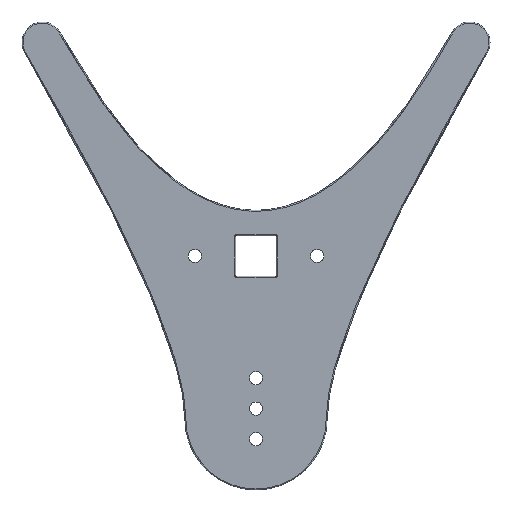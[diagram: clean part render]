
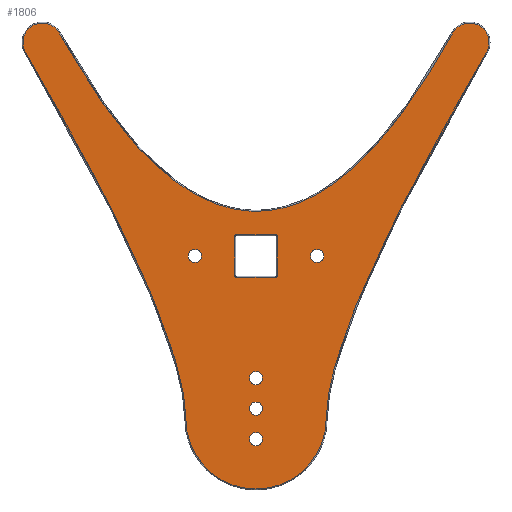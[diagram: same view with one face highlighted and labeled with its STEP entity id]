
A CAD part, front view. The second image highlights one B-rep face of the part: STEP entity #1806.
In plain terms, the highlighted planar face has unit normal (0, -1, 0).
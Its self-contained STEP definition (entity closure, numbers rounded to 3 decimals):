
#21=FACE_BOUND('',#499,.T.);
#22=FACE_BOUND('',#500,.T.);
#23=FACE_BOUND('',#501,.T.);
#24=FACE_BOUND('',#502,.T.);
#25=FACE_BOUND('',#503,.T.);
#26=FACE_BOUND('',#504,.T.);
#38=PLANE('',#2029);
#131=LINE('',#3372,#221);
#133=LINE('',#3384,#223);
#135=LINE('',#3396,#225);
#137=LINE('',#3405,#227);
#221=VECTOR('',#2418,10.);
#223=VECTOR('',#2432,10.);
#225=VECTOR('',#2446,10.);
#227=VECTOR('',#2458,10.);
#374=FACE_OUTER_BOUND('',#498,.T.);
#498=EDGE_LOOP('',(#1429,#1430,#1431,#1432,#1433,#1434));
#499=EDGE_LOOP('',(#1435));
#500=EDGE_LOOP('',(#1436));
#501=EDGE_LOOP('',(#1437));
#502=EDGE_LOOP('',(#1438));
#503=EDGE_LOOP('',(#1439));
#504=EDGE_LOOP('',(#1440,#1441,#1442,#1443,#1444,#1445,#1446,#1447));
#629=CIRCLE('',#2002,1.);
#635=CIRCLE('',#2010,1.);
#639=CIRCLE('',#2016,1.);
#643=CIRCLE('',#2022,1.);
#645=CIRCLE('',#2030,9.5);
#646=CIRCLE('',#2031,9.5);
#647=CIRCLE('',#2032,34.5);
#648=CIRCLE('',#2033,3.2);
#649=CIRCLE('',#2034,3.2);
#650=CIRCLE('',#2035,3.2);
#651=CIRCLE('',#2036,3.2);
#652=CIRCLE('',#2037,3.2);
#726=B_SPLINE_CURVE_WITH_KNOTS('',3,(#3426,#3427,#3428,#3429,#3430,#3431,
#3432,#3433,#3434,#3435,#3436,#3437,#3438,#3439,#3440,#3441,#3442),
 .UNSPECIFIED.,.F.,.F.,(4,1,1,1,1,1,1,1,1,1,1,1,1,1,4),(0.,3.896,
5.844,7.792,9.09,10.389,11.687,
12.986,14.284,15.583,16.882,19.479,
20.777,23.375,27.27),.UNSPECIFIED.);
#727=B_SPLINE_CURVE_WITH_KNOTS('',3,(#3446,#3447,#3448,#3449,#3450,#3451,
#3452,#3453,#3454),.UNSPECIFIED.,.F.,.F.,(4,1,1,1,1,1,4),(0.,1.416,
2.832,5.665,8.497,14.162,19.827),
 .UNSPECIFIED.);
#728=B_SPLINE_CURVE_WITH_KNOTS('',3,(#3457,#3458,#3459,#3460,#3461,#3462,
#3463,#3464,#3465,#3466,#3467),.UNSPECIFIED.,.F.,.F.,(4,1,1,1,1,1,1,1,4),
(0.,2.829,8.488,12.732,14.147,
16.977,18.391,19.099,19.806),
 .UNSPECIFIED.);
#826=VERTEX_POINT('',#3360);
#827=VERTEX_POINT('',#3362);
#829=VERTEX_POINT('',#3368);
#831=VERTEX_POINT('',#3374);
#833=VERTEX_POINT('',#3380);
#835=VERTEX_POINT('',#3386);
#837=VERTEX_POINT('',#3392);
#839=VERTEX_POINT('',#3398);
#844=VERTEX_POINT('',#3422);
#845=VERTEX_POINT('',#3423);
#846=VERTEX_POINT('',#3425);
#847=VERTEX_POINT('',#3443);
#848=VERTEX_POINT('',#3445);
#849=VERTEX_POINT('',#3455);
#850=VERTEX_POINT('',#3468);
#851=VERTEX_POINT('',#3470);
#852=VERTEX_POINT('',#3472);
#853=VERTEX_POINT('',#3474);
#854=VERTEX_POINT('',#3476);
#1026=EDGE_CURVE('',#826,#827,#629,.T.);
#1031=EDGE_CURVE('',#827,#829,#131,.T.);
#1034=EDGE_CURVE('',#829,#831,#635,.T.);
#1037=EDGE_CURVE('',#831,#833,#133,.T.);
#1040=EDGE_CURVE('',#833,#835,#639,.T.);
#1043=EDGE_CURVE('',#835,#837,#135,.T.);
#1046=EDGE_CURVE('',#837,#839,#643,.T.);
#1048=EDGE_CURVE('',#839,#826,#137,.T.);
#1057=EDGE_CURVE('',#844,#845,#645,.T.);
#1058=EDGE_CURVE('',#846,#844,#726,.T.);
#1059=EDGE_CURVE('',#847,#846,#646,.T.);
#1060=EDGE_CURVE('',#848,#847,#727,.T.);
#1061=EDGE_CURVE('',#849,#848,#647,.T.);
#1062=EDGE_CURVE('',#845,#849,#728,.T.);
#1063=EDGE_CURVE('',#850,#850,#648,.T.);
#1064=EDGE_CURVE('',#851,#851,#649,.T.);
#1065=EDGE_CURVE('',#852,#852,#650,.T.);
#1066=EDGE_CURVE('',#853,#853,#651,.T.);
#1067=EDGE_CURVE('',#854,#854,#652,.T.);
#1429=ORIENTED_EDGE('',*,*,#1057,.F.);
#1430=ORIENTED_EDGE('',*,*,#1058,.F.);
#1431=ORIENTED_EDGE('',*,*,#1059,.F.);
#1432=ORIENTED_EDGE('',*,*,#1060,.F.);
#1433=ORIENTED_EDGE('',*,*,#1061,.F.);
#1434=ORIENTED_EDGE('',*,*,#1062,.F.);
#1435=ORIENTED_EDGE('',*,*,#1063,.T.);
#1436=ORIENTED_EDGE('',*,*,#1064,.T.);
#1437=ORIENTED_EDGE('',*,*,#1065,.T.);
#1438=ORIENTED_EDGE('',*,*,#1066,.T.);
#1439=ORIENTED_EDGE('',*,*,#1067,.T.);
#1440=ORIENTED_EDGE('',*,*,#1026,.F.);
#1441=ORIENTED_EDGE('',*,*,#1048,.F.);
#1442=ORIENTED_EDGE('',*,*,#1046,.F.);
#1443=ORIENTED_EDGE('',*,*,#1043,.F.);
#1444=ORIENTED_EDGE('',*,*,#1040,.F.);
#1445=ORIENTED_EDGE('',*,*,#1037,.F.);
#1446=ORIENTED_EDGE('',*,*,#1034,.F.);
#1447=ORIENTED_EDGE('',*,*,#1031,.F.);
#1806=ADVANCED_FACE('',(#374,#21,#22,#23,#24,#25,#26),#38,.F.);
#2002=AXIS2_PLACEMENT_3D('',#3363,#2407,#2408);
#2010=AXIS2_PLACEMENT_3D('',#3378,#2425,#2426);
#2016=AXIS2_PLACEMENT_3D('',#3390,#2439,#2440);
#2022=AXIS2_PLACEMENT_3D('',#3402,#2453,#2454);
#2029=AXIS2_PLACEMENT_3D('',#3421,#2476,#2477);
#2030=AXIS2_PLACEMENT_3D('',#3424,#2478,#2479);
#2031=AXIS2_PLACEMENT_3D('',#3444,#2480,#2481);
#2032=AXIS2_PLACEMENT_3D('',#3456,#2482,#2483);
#2033=AXIS2_PLACEMENT_3D('',#3469,#2484,#2485);
#2034=AXIS2_PLACEMENT_3D('',#3471,#2486,#2487);
#2035=AXIS2_PLACEMENT_3D('',#3473,#2488,#2489);
#2036=AXIS2_PLACEMENT_3D('',#3475,#2490,#2491);
#2037=AXIS2_PLACEMENT_3D('',#3477,#2492,#2493);
#2407=DIRECTION('center_axis',(0.,-1.,0.));
#2408=DIRECTION('ref_axis',(-0.707,0.,-0.707));
#2418=DIRECTION('',(1.,0.,0.));
#2425=DIRECTION('center_axis',(0.,-1.,0.));
#2426=DIRECTION('ref_axis',(0.707,0.,-0.707));
#2432=DIRECTION('',(0.,0.,1.));
#2439=DIRECTION('center_axis',(0.,-1.,0.));
#2440=DIRECTION('ref_axis',(0.707,0.,0.707));
#2446=DIRECTION('',(-1.,0.,0.));
#2453=DIRECTION('center_axis',(0.,-1.,0.));
#2454=DIRECTION('ref_axis',(-0.707,0.,0.707));
#2458=DIRECTION('',(0.,0.,-1.));
#2476=DIRECTION('center_axis',(0.,1.,0.));
#2477=DIRECTION('ref_axis',(0.,0.,1.));
#2478=DIRECTION('center_axis',(0.,1.,0.));
#2479=DIRECTION('ref_axis',(0.493,0.,0.87));
#2480=DIRECTION('center_axis',(0.,1.,0.));
#2481=DIRECTION('ref_axis',(-0.493,0.,0.87));
#2482=DIRECTION('center_axis',(0.,1.,0.));
#2483=DIRECTION('ref_axis',(0.,0.,-1.));
#2484=DIRECTION('center_axis',(0.,1.,0.));
#2485=DIRECTION('ref_axis',(1.,0.,0.));
#2486=DIRECTION('center_axis',(0.,1.,0.));
#2487=DIRECTION('ref_axis',(1.,0.,0.));
#2488=DIRECTION('center_axis',(0.,1.,0.));
#2489=DIRECTION('ref_axis',(1.,0.,0.));
#2490=DIRECTION('center_axis',(0.,1.,0.));
#2491=DIRECTION('ref_axis',(1.,0.,0.));
#2492=DIRECTION('center_axis',(0.,1.,0.));
#2493=DIRECTION('ref_axis',(1.,0.,0.));
#3360=CARTESIAN_POINT('',(-10.5,0.,-9.5));
#3362=CARTESIAN_POINT('',(-9.5,0.,-10.5));
#3363=CARTESIAN_POINT('Origin',(-9.5,0.,-9.5));
#3368=CARTESIAN_POINT('',(9.5,0.,-10.5));
#3372=CARTESIAN_POINT('',(-5.,0.,-10.5));
#3374=CARTESIAN_POINT('',(10.5,0.,-9.5));
#3378=CARTESIAN_POINT('Origin',(9.5,0.,-9.5));
#3380=CARTESIAN_POINT('',(10.5,0.,9.5));
#3384=CARTESIAN_POINT('',(10.5,0.,-5.));
#3386=CARTESIAN_POINT('',(9.5,0.,10.5));
#3390=CARTESIAN_POINT('Origin',(9.5,0.,9.5));
#3392=CARTESIAN_POINT('',(-9.5,0.,10.5));
#3396=CARTESIAN_POINT('',(5.,0.,10.5));
#3398=CARTESIAN_POINT('',(-10.5,0.,9.5));
#3402=CARTESIAN_POINT('Origin',(-9.5,0.,9.5));
#3405=CARTESIAN_POINT('',(-10.5,0.,5.));
#3421=CARTESIAN_POINT('Origin',(0.,0.,0.));
#3422=CARTESIAN_POINT('',(96.678,0.,109.581));
#3423=CARTESIAN_POINT('',(113.208,0.,100.217));
#3424=CARTESIAN_POINT('Origin',(105.,0.,105.));
#3425=CARTESIAN_POINT('',(-96.678,0.,109.581));
#3426=CARTESIAN_POINT('Ctrl Pts',(-96.678,0.,109.581));
#3427=CARTESIAN_POINT('Ctrl Pts',(-90.415,0.,98.205));
#3428=CARTESIAN_POINT('Ctrl Pts',(-80.361,0.,81.536));
#3429=CARTESIAN_POINT('Ctrl Pts',(-64.765,0.,60.729));
#3430=CARTESIAN_POINT('Ctrl Pts',(-53.103,0.,47.885));
#3431=CARTESIAN_POINT('Ctrl Pts',(-41.713,0.,37.869));
#3432=CARTESIAN_POINT('Ctrl Pts',(-30.986,0.,30.5));
#3433=CARTESIAN_POINT('Ctrl Pts',(-19.216,0.,24.895));
#3434=CARTESIAN_POINT('Ctrl Pts',(-6.52,0.,21.777));
#3435=CARTESIAN_POINT('Ctrl Pts',(6.567,0.,21.789));
#3436=CARTESIAN_POINT('Ctrl Pts',(19.259,0.,24.904));
#3437=CARTESIAN_POINT('Ctrl Pts',(34.953,0.,32.411));
#3438=CARTESIAN_POINT('Ctrl Pts',(48.535,0.,43.353));
#3439=CARTESIAN_POINT('Ctrl Pts',(63.448,0.,59.074));
#3440=CARTESIAN_POINT('Ctrl Pts',(79.265,0.,79.729));
#3441=CARTESIAN_POINT('Ctrl Pts',(90.415,0.,98.205));
#3442=CARTESIAN_POINT('Ctrl Pts',(96.678,0.,109.581));
#3443=CARTESIAN_POINT('',(-113.208,0.,100.217));
#3444=CARTESIAN_POINT('Origin',(-105.,0.,105.));
#3445=CARTESIAN_POINT('',(-34.5,0.,-80.));
#3446=CARTESIAN_POINT('Ctrl Pts',(-34.5,0.,-80.));
#3447=CARTESIAN_POINT('Ctrl Pts',(-34.5,0.,-75.279));
#3448=CARTESIAN_POINT('Ctrl Pts',(-35.691,0.,-65.896));
#3449=CARTESIAN_POINT('Ctrl Pts',(-40.313,0.,-47.546));
#3450=CARTESIAN_POINT('Ctrl Pts',(-48.373,0.,-25.392));
#3451=CARTESIAN_POINT('Ctrl Pts',(-63.614,0.,9.191));
#3452=CARTESIAN_POINT('Ctrl Pts',(-85.158,0.,51.091));
#3453=CARTESIAN_POINT('Ctrl Pts',(-103.702,0.,83.902));
#3454=CARTESIAN_POINT('Ctrl Pts',(-113.208,0.,100.217));
#3455=CARTESIAN_POINT('',(34.5,0.,-80.));
#3456=CARTESIAN_POINT('Origin',(0.,0.,-80.));
#3457=CARTESIAN_POINT('Ctrl Pts',(113.208,0.,100.217));
#3458=CARTESIAN_POINT('Ctrl Pts',(108.46,0.,92.068));
#3459=CARTESIAN_POINT('Ctrl Pts',(94.369,0.,67.512));
#3460=CARTESIAN_POINT('Ctrl Pts',(74.154,0.,30.248));
#3461=CARTESIAN_POINT('Ctrl Pts',(57.73,0.,-3.772));
#3462=CARTESIAN_POINT('Ctrl Pts',(46.758,0.,-29.835));
#3463=CARTESIAN_POINT('Ctrl Pts',(40.3,0.,-47.596));
#3464=CARTESIAN_POINT('Ctrl Pts',(36.263,0.,-63.606));
#3465=CARTESIAN_POINT('Ctrl Pts',(34.815,0.,-72.927));
#3466=CARTESIAN_POINT('Ctrl Pts',(34.5,0.,-77.642));
#3467=CARTESIAN_POINT('Ctrl Pts',(34.5,0.,-80.));
#3468=CARTESIAN_POINT('',(-33.2,0.,0.));
#3469=CARTESIAN_POINT('Origin',(-30.,0.,0.));
#3470=CARTESIAN_POINT('',(26.8,0.,0.));
#3471=CARTESIAN_POINT('Origin',(30.,0.,0.));
#3472=CARTESIAN_POINT('',(-3.2,0.,-60.));
#3473=CARTESIAN_POINT('Origin',(0.,0.,-60.));
#3474=CARTESIAN_POINT('',(-3.2,0.,-75.));
#3475=CARTESIAN_POINT('Origin',(0.,0.,-75.));
#3476=CARTESIAN_POINT('',(-3.2,0.,-90.));
#3477=CARTESIAN_POINT('Origin',(0.,0.,-90.));
